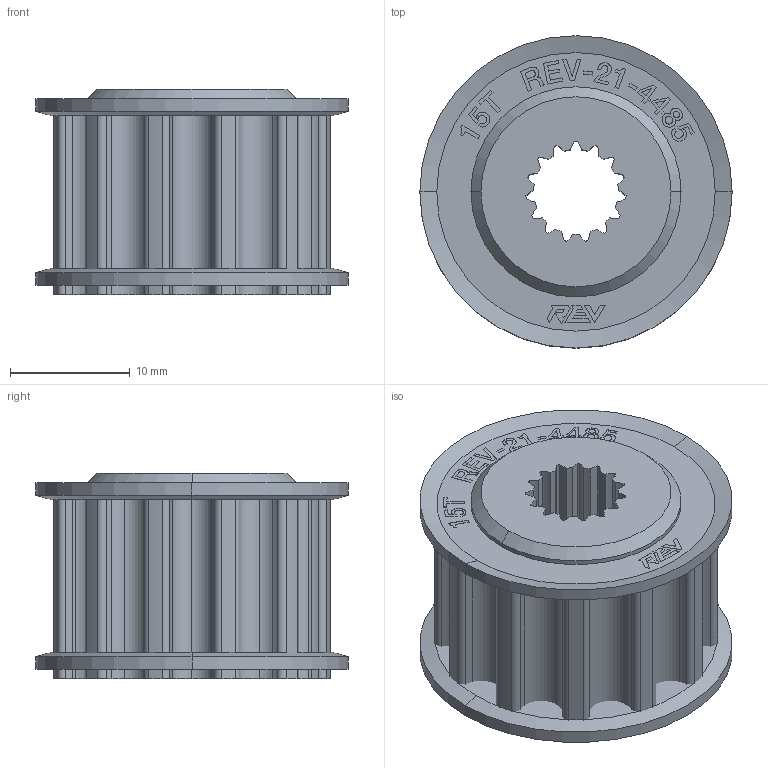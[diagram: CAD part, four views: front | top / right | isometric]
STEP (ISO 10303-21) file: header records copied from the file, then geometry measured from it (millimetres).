
FILE_DESCRIPTION (( 'STEP AP214' ), '1' );
FILE_NAME ('REV-21-4485.STEP', '2025-11-14T19:03:22', ( '' ), ( '' ), 'SwSTEP 2.0', 'SolidWorks 2022', '' );
FILE_SCHEMA (( 'AUTOMOTIVE_DESIGN' ));
Length unit declared in the file: millimetre
Products named in the file (1): REV-21-4485
Bounding box: 26.08 x 26.08 x 17.17 mm (x, y, z)
Volume: 5567 mm3; surface area: 4281.6 mm2
Topology: 3 solids, 3 shells, 397 faces, 1094 edges, 726 vertices
Faces by surface type: plane 184, cylinder 123, bspline 80, cone 10
Entity records: 18966 total; most frequent: CARTESIAN_POINT 6634, ORIENTED_EDGE 2188, DIRECTION 1826, EDGE_CURVE 1094, VERTEX_POINT 726, LINE 678, VECTOR 678, AXIS2_PLACEMENT_3D 574
